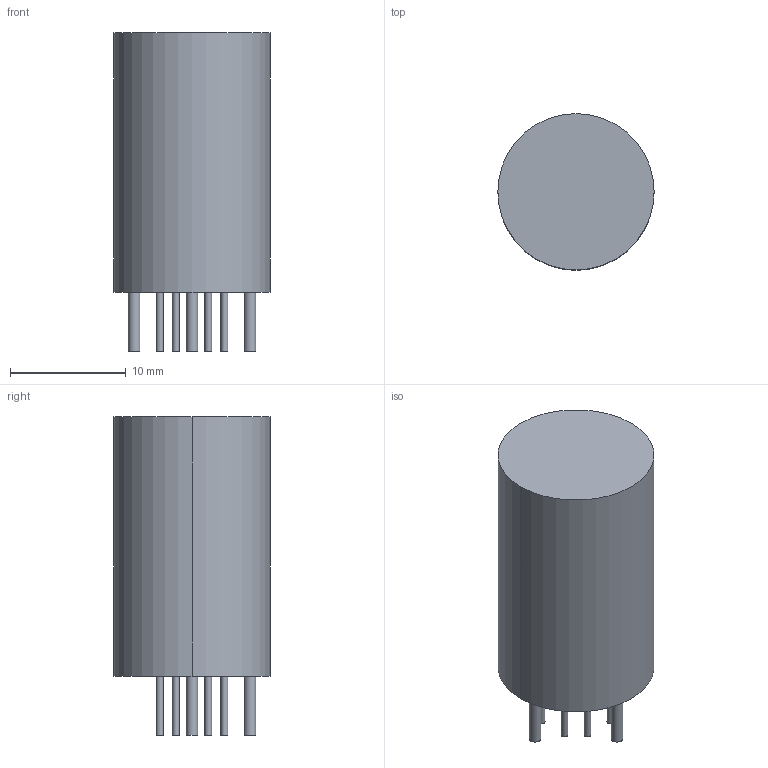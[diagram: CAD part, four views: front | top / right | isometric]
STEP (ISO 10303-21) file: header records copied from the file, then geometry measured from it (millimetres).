
FILE_DESCRIPTION(('FreeCAD Model'),'2;1');
FILE_NAME('1604871.1.2.stp','2020-04-10T09:07:28',( 'Author'),(''),'Open CASCADE STEP processor 6.9','FreeCAD','Unknown' );
FILE_SCHEMA(('AUTOMOTIVE_DESIGN { 1 0 10303 214 1 1 1 1 }'));
Length unit declared in the file: millimetre
Products named in the file (3): ASSEMBLY; Body; Leads
Assembly tree (12 placements, depth 2):
  ASSEMBLY
    Body
    Leads  x11
Bounding box: 13.5 x 13.5 x 27.5 mm (x, y, z)
Volume: 3465.4 mm3; surface area: 2712.6 mm2
Topology: 122 solids, 124 shells, 369 faces, 369 edges, 246 vertices
Faces by surface type: plane 246, cylinder 123
Full cylindrical faces by diameter (mm): 0.6 x88, 1 x33
Entity records: 1522 total; most frequent: DIRECTION 259, CARTESIAN_POINT 207, ORIENTED_EDGE 90, PCURVE 86, DEFINITIONAL_REPRESENTATION 86, AXIS2_PLACEMENT_3D 78, LINE 77, VECTOR 77
